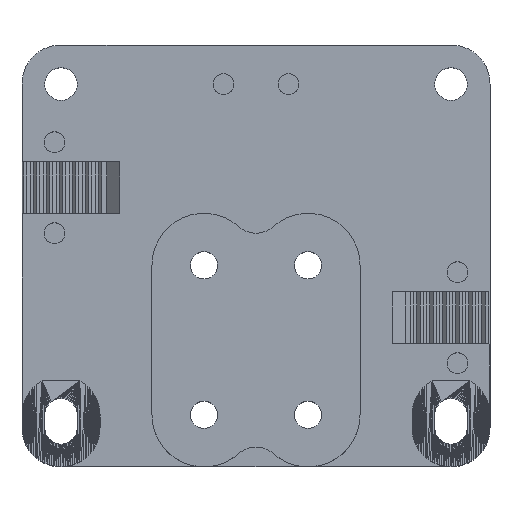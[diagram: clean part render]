
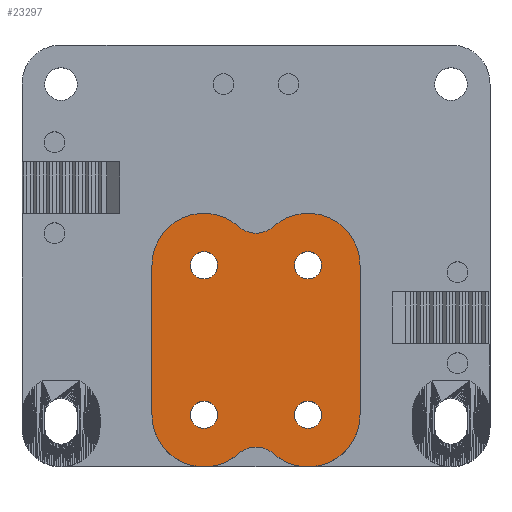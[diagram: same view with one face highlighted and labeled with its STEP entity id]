
A CAD part, top view. The second image highlights one B-rep face of the part: STEP entity #23297.
In plain terms, the highlighted planar face has unit normal (0, 0, 1).
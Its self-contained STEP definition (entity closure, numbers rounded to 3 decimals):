
#19=FACE_BOUND('',#2996,.T.);
#20=FACE_BOUND('',#2997,.T.);
#21=FACE_BOUND('',#2998,.T.);
#22=FACE_BOUND('',#2999,.T.);
#58=PLANE('',#24788);
#1521=FACE_OUTER_BOUND('',#2995,.T.);
#2995=EDGE_LOOP('',(#16558,#16559,#16560,#16561,#16562,#16563,#16564,#16565));
#2996=EDGE_LOOP('',(#16566));
#2997=EDGE_LOOP('',(#16567));
#2998=EDGE_LOOP('',(#16568));
#2999=EDGE_LOOP('',(#16569));
#4498=LINE('',#32677,#7843);
#4499=LINE('',#32681,#7844);
#7843=VECTOR('',#26334,23.);
#7844=VECTOR('',#26339,23.);
#11178=CIRCLE('',#24759,4.);
#11179=CIRCLE('',#24761,8.003);
#11182=CIRCLE('',#24765,4.);
#11185=CIRCLE('',#24770,8.003);
#11195=CIRCLE('',#24786,8.003);
#11196=CIRCLE('',#24789,8.003);
#11197=CIRCLE('',#24790,2.1);
#11198=CIRCLE('',#24791,2.1);
#11199=CIRCLE('',#24792,2.1);
#11200=CIRCLE('',#24793,2.1);
#11211=VERTEX_POINT('',#32615);
#11212=VERTEX_POINT('',#32617);
#11213=VERTEX_POINT('',#32621);
#11217=VERTEX_POINT('',#32630);
#11218=VERTEX_POINT('',#32632);
#11222=VERTEX_POINT('',#32644);
#11232=VERTEX_POINT('',#32672);
#11233=VERTEX_POINT('',#32679);
#11234=VERTEX_POINT('',#32682);
#11235=VERTEX_POINT('',#32684);
#11236=VERTEX_POINT('',#32686);
#11237=VERTEX_POINT('',#32688);
#13142=EDGE_CURVE('',#11211,#11212,#11178,.T.);
#13144=EDGE_CURVE('',#11213,#11212,#11179,.T.);
#13149=EDGE_CURVE('',#11217,#11218,#11182,.T.);
#13155=EDGE_CURVE('',#11218,#11222,#11185,.T.);
#13168=EDGE_CURVE('',#11232,#11211,#11195,.T.);
#13170=EDGE_CURVE('',#11222,#11232,#4498,.T.);
#13171=EDGE_CURVE('',#11217,#11233,#11196,.T.);
#13172=EDGE_CURVE('',#11233,#11213,#4499,.T.);
#13173=EDGE_CURVE('',#11234,#11234,#11197,.T.);
#13174=EDGE_CURVE('',#11235,#11235,#11198,.T.);
#13175=EDGE_CURVE('',#11236,#11236,#11199,.T.);
#13176=EDGE_CURVE('',#11237,#11237,#11200,.T.);
#16558=ORIENTED_EDGE('',*,*,#13168,.F.);
#16559=ORIENTED_EDGE('',*,*,#13170,.F.);
#16560=ORIENTED_EDGE('',*,*,#13155,.F.);
#16561=ORIENTED_EDGE('',*,*,#13149,.F.);
#16562=ORIENTED_EDGE('',*,*,#13171,.T.);
#16563=ORIENTED_EDGE('',*,*,#13172,.T.);
#16564=ORIENTED_EDGE('',*,*,#13144,.T.);
#16565=ORIENTED_EDGE('',*,*,#13142,.F.);
#16566=ORIENTED_EDGE('',*,*,#13173,.F.);
#16567=ORIENTED_EDGE('',*,*,#13174,.F.);
#16568=ORIENTED_EDGE('',*,*,#13175,.T.);
#16569=ORIENTED_EDGE('',*,*,#13176,.T.);
#23297=ADVANCED_FACE('',(#1521,#19,#20,#21,#22),#58,.T.);
#24759=AXIS2_PLACEMENT_3D('',#32618,#26266,#26267);
#24761=AXIS2_PLACEMENT_3D('',#32622,#26271,#26272);
#24765=AXIS2_PLACEMENT_3D('',#32633,#26281,#26282);
#24770=AXIS2_PLACEMENT_3D('',#32645,#26294,#26295);
#24786=AXIS2_PLACEMENT_3D('',#32674,#26329,#26330);
#24788=AXIS2_PLACEMENT_3D('',#32678,#26335,#26336);
#24789=AXIS2_PLACEMENT_3D('',#32680,#26337,#26338);
#24790=AXIS2_PLACEMENT_3D('',#32683,#26340,#26341);
#24791=AXIS2_PLACEMENT_3D('',#32685,#26342,#26343);
#24792=AXIS2_PLACEMENT_3D('',#32687,#26344,#26345);
#24793=AXIS2_PLACEMENT_3D('',#32689,#26346,#26347);
#26266=DIRECTION('center_axis',(0.,0.,1.));
#26267=DIRECTION('ref_axis',(0.,-1.,0.));
#26271=DIRECTION('center_axis',(0.,0.,1.));
#26272=DIRECTION('ref_axis',(1.,0.,0.));
#26281=DIRECTION('center_axis',(0.,0.,1.));
#26282=DIRECTION('ref_axis',(0.,1.,0.));
#26294=DIRECTION('center_axis',(0.,0.,-1.));
#26295=DIRECTION('ref_axis',(1.,0.,0.));
#26329=DIRECTION('center_axis',(0.,0.,-1.));
#26330=DIRECTION('ref_axis',(-1.,0.,0.));
#26334=DIRECTION('',(0.,1.,0.));
#26335=DIRECTION('center_axis',(0.,0.,1.));
#26336=DIRECTION('ref_axis',(1.,0.,0.));
#26337=DIRECTION('center_axis',(0.,0.,1.));
#26338=DIRECTION('ref_axis',(-1.,0.,0.));
#26339=DIRECTION('',(0.,1.,0.));
#26340=DIRECTION('center_axis',(0.,0.,1.));
#26341=DIRECTION('ref_axis',(1.,0.,0.));
#26342=DIRECTION('center_axis',(0.,0.,1.));
#26343=DIRECTION('ref_axis',(1.,0.,0.));
#26344=DIRECTION('center_axis',(0.,0.,-1.));
#26345=DIRECTION('ref_axis',(-1.,0.,0.));
#26346=DIRECTION('center_axis',(0.,0.,-1.));
#26347=DIRECTION('ref_axis',(-1.,0.,0.));
#32615=CARTESIAN_POINT('',(34.715,38.851,11.));
#32617=CARTESIAN_POINT('',(40.047,38.851,11.));
#32618=CARTESIAN_POINT('Origin',(37.381,41.833,11.));
#32621=CARTESIAN_POINT('',(53.384,32.885,11.));
#32622=CARTESIAN_POINT('Origin',(45.381,32.885,11.));
#32630=CARTESIAN_POINT('',(40.047,3.919,11.));
#32632=CARTESIAN_POINT('',(34.715,3.919,11.));
#32633=CARTESIAN_POINT('Origin',(37.381,0.937,11.));
#32644=CARTESIAN_POINT('',(21.378,9.885,11.));
#32645=CARTESIAN_POINT('Origin',(29.381,9.885,11.));
#32672=CARTESIAN_POINT('',(21.378,32.885,11.));
#32674=CARTESIAN_POINT('Origin',(29.381,32.885,11.));
#32677=CARTESIAN_POINT('',(21.378,9.885,11.));
#32678=CARTESIAN_POINT('Origin',(45.381,21.385,11.));
#32679=CARTESIAN_POINT('',(53.384,9.885,11.));
#32680=CARTESIAN_POINT('Origin',(45.381,9.885,11.));
#32681=CARTESIAN_POINT('',(53.384,9.885,11.));
#32682=CARTESIAN_POINT('',(27.281,32.885,11.));
#32683=CARTESIAN_POINT('Origin',(29.381,32.885,11.));
#32684=CARTESIAN_POINT('',(27.281,9.885,11.));
#32685=CARTESIAN_POINT('Origin',(29.381,9.885,11.));
#32686=CARTESIAN_POINT('',(47.481,32.885,11.));
#32687=CARTESIAN_POINT('Origin',(45.381,32.885,11.));
#32688=CARTESIAN_POINT('',(47.481,9.885,11.));
#32689=CARTESIAN_POINT('Origin',(45.381,9.885,11.));
